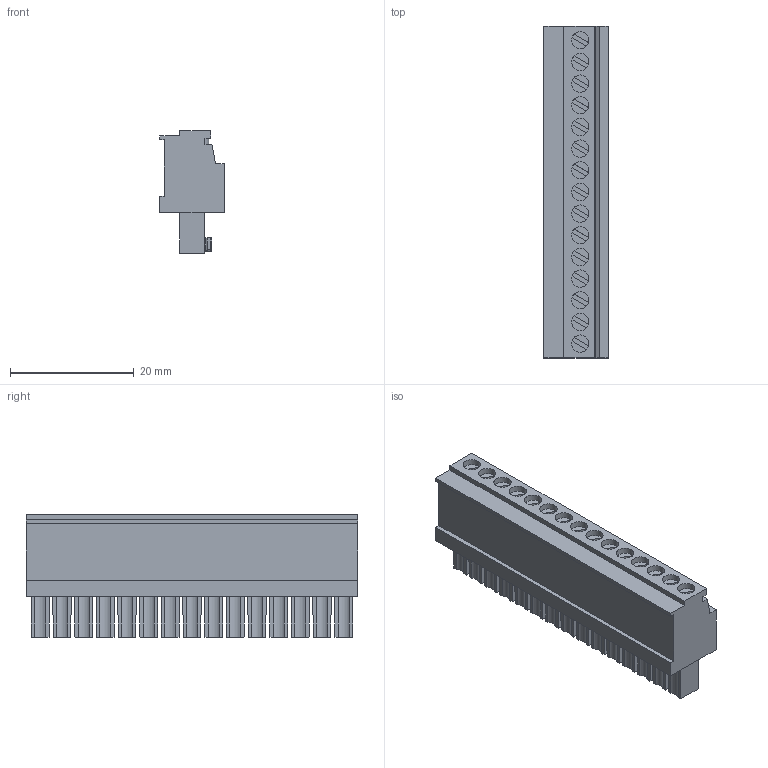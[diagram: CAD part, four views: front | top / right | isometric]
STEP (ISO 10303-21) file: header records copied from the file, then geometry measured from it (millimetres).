
FILE_DESCRIPTION( ( 'STEP AP203' ), '1' );
FILE_NAME( 'SV15-3.5-F.stp', ' ', ( ' ' ), ( ' ' ), 'PSStep 15.0.49', 'VISI 20.0', ' ' );
FILE_SCHEMA( ( 'AUTOMOTIVE_DESIGN { 1 0 10303 214 1 1 1 1 }' ) );
Length unit declared in the file: millimetre
Products named in the file (1): 1
Bounding box: 10.4 x 53.61 x 19.8 mm (x, y, z)
Volume: 6487.4 mm3; surface area: 5807.6 mm2
Topology: 1 solids, 1 shells, 738 faces, 1773 edges, 1112 vertices
Faces by surface type: plane 543, cylinder 135, cone 30, bspline 30
Full cylindrical faces by diameter (mm): 1.2 x15, 2.8 x15
Entity records: 26918 total; most frequent: CARTESIAN_POINT 3984, DIRECTION 3521, ORIENTED_EDGE 3396, EDGE_CURVE 1698, LINE 1293, VECTOR 1293, AXIS2_PLACEMENT_3D 1114, VERTEX_POINT 1097
